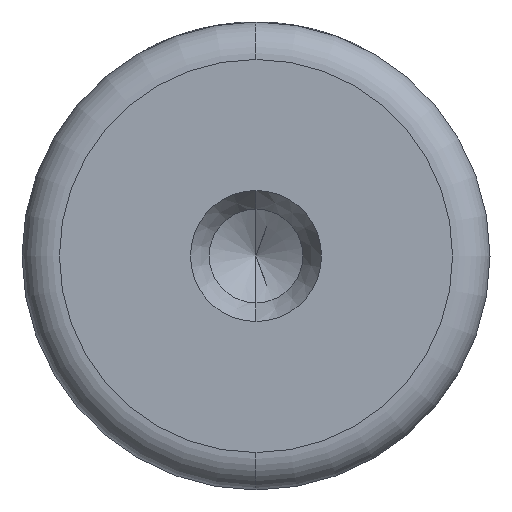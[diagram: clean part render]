
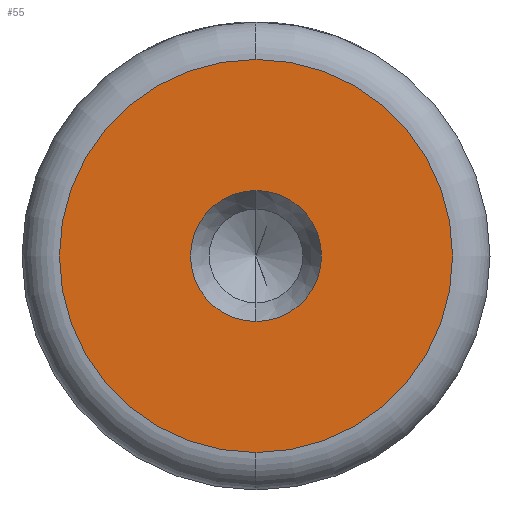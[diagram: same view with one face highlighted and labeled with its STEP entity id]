
A CAD part, left-side view. The second image highlights one B-rep face of the part: STEP entity #55.
In plain terms, the highlighted planar face has unit normal (-1, 0, 0).
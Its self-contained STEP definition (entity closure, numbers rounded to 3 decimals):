
#19 = EDGE_CURVE ( 'NONE', #144, #122, #187, .T. ) ;
#41 = CARTESIAN_POINT ( 'NONE',  ( 0., 0., -10.5 ) ) ;
#46 = EDGE_CURVE ( 'NONE', #1113, #338, #129, .T. ) ;
#49 = DIRECTION ( 'NONE',  ( -1., 0., 0. ) ) ;
#55 = ADVANCED_FACE ( 'NONE', ( #1367, #1350 ), #706, .T. ) ;
#62 = ORIENTED_EDGE ( 'NONE', *, *, #152, .T. ) ;
#113 = DIRECTION ( 'NONE',  ( 0., 0., 1. ) ) ;
#122 = VERTEX_POINT ( 'NONE', #41 ) ;
#129 = CIRCLE ( 'NONE', #1247, 3.5 ) ;
#136 = CARTESIAN_POINT ( 'NONE',  ( 0., 0., -3.5 ) ) ;
#144 = VERTEX_POINT ( 'NONE', #545 ) ;
#152 = EDGE_CURVE ( 'NONE', #122, #144, #591, .T. ) ;
#159 = EDGE_CURVE ( 'NONE', #338, #1113, #843, .T. ) ;
#172 = CARTESIAN_POINT ( 'NONE',  ( 0., 0., 0. ) ) ;
#187 = CIRCLE ( 'NONE', #703, 10.5 ) ;
#252 = DIRECTION ( 'NONE',  ( 0., 0., 1. ) ) ;
#304 = DIRECTION ( 'NONE',  ( -1., 0., 0. ) ) ;
#338 = VERTEX_POINT ( 'NONE', #907 ) ;
#466 = ORIENTED_EDGE ( 'NONE', *, *, #46, .F. ) ;
#545 = CARTESIAN_POINT ( 'NONE',  ( 0., 0., 10.5 ) ) ;
#550 = CARTESIAN_POINT ( 'NONE',  ( 0., 0., 0. ) ) ;
#591 = CIRCLE ( 'NONE', #1000, 10.5 ) ;
#653 = DIRECTION ( 'NONE',  ( 0., 0., 1. ) ) ;
#660 = EDGE_LOOP ( 'NONE', ( #799, #466 ) ) ;
#703 = AXIS2_PLACEMENT_3D ( 'NONE', #172, #49, #1355 ) ;
#706 = PLANE ( 'NONE',  #1074 ) ;
#718 = CARTESIAN_POINT ( 'NONE',  ( 0., 0., 0. ) ) ;
#799 = ORIENTED_EDGE ( 'NONE', *, *, #159, .F. ) ;
#817 = DIRECTION ( 'NONE',  ( -1., 0., 0. ) ) ;
#843 = CIRCLE ( 'NONE', #990, 3.5 ) ;
#907 = CARTESIAN_POINT ( 'NONE',  ( 0., 0., 3.5 ) ) ;
#927 = DIRECTION ( 'NONE',  ( -1., 0., 0. ) ) ;
#969 = CARTESIAN_POINT ( 'NONE',  ( 0., 0., 0. ) ) ;
#980 = EDGE_LOOP ( 'NONE', ( #1173, #62 ) ) ;
#990 = AXIS2_PLACEMENT_3D ( 'NONE', #550, #1276, #653 ) ;
#1000 = AXIS2_PLACEMENT_3D ( 'NONE', #969, #304, #1079 ) ;
#1074 = AXIS2_PLACEMENT_3D ( 'NONE', #718, #927, #252 ) ;
#1079 = DIRECTION ( 'NONE',  ( 0., 0., 1. ) ) ;
#1113 = VERTEX_POINT ( 'NONE', #136 ) ;
#1173 = ORIENTED_EDGE ( 'NONE', *, *, #19, .T. ) ;
#1247 = AXIS2_PLACEMENT_3D ( 'NONE', #1422, #817, #113 ) ;
#1276 = DIRECTION ( 'NONE',  ( -1., 0., 0. ) ) ;
#1350 = FACE_BOUND ( 'NONE', #660, .T. ) ;
#1355 = DIRECTION ( 'NONE',  ( 0., 0., 1. ) ) ;
#1367 = FACE_OUTER_BOUND ( 'NONE', #980, .T. ) ;
#1422 = CARTESIAN_POINT ( 'NONE',  ( 0., 0., 0. ) ) ;
